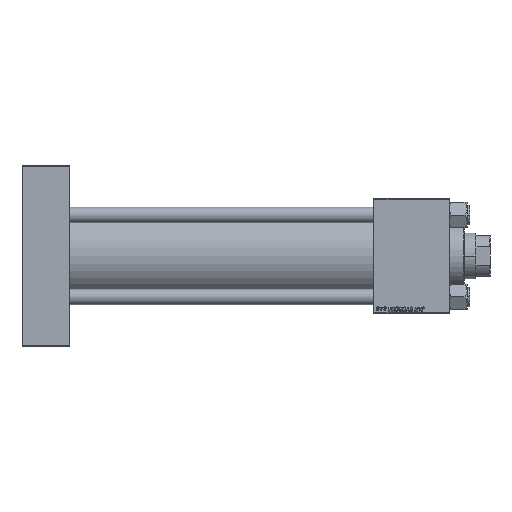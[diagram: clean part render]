
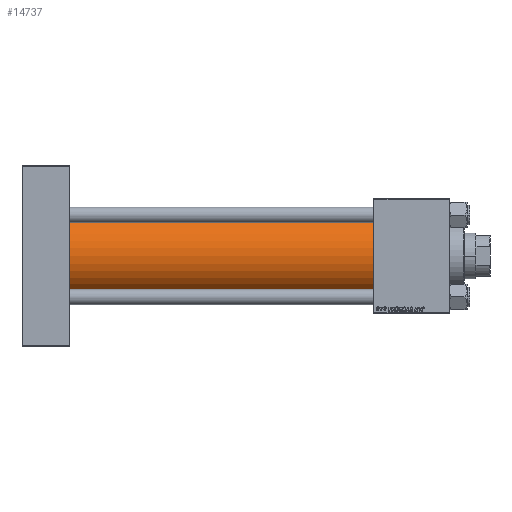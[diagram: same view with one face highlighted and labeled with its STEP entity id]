
A CAD part, front view. The second image highlights one B-rep face of the part: STEP entity #14737.
In plain terms, the highlighted cylindrical face has radius 34.5 mm (diameter 69 mm), a partial arc.
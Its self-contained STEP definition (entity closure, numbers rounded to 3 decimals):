
#326 = ORIENTED_EDGE ( 'NONE', *, *, #31593, .T. ) ;
#792 = VERTEX_POINT ( 'NONE', #39455 ) ;
#1145 = ORIENTED_EDGE ( 'NONE', *, *, #5751, .T. ) ;
#2885 = CYLINDRICAL_SURFACE ( 'NONE', #7156, 34.5 ) ;
#3266 = AXIS2_PLACEMENT_3D ( 'NONE', #43403, #25139, #21091 ) ;
#5751 = EDGE_CURVE ( 'NONE', #20993, #21766, #40160, .T. ) ;
#6681 = DIRECTION ( 'NONE',  ( -1., 0., 0. ) ) ;
#6940 = DIRECTION ( 'NONE',  ( 0., 0., 1. ) ) ;
#7156 = AXIS2_PLACEMENT_3D ( 'NONE', #9993, #6681, #6940 ) ;
#7631 = VECTOR ( 'NONE', #41195, 1000. ) ;
#8956 = CARTESIAN_POINT ( 'NONE',  ( 276., 0., 34.5 ) ) ;
#9909 = VECTOR ( 'NONE', #32262, 1000. ) ;
#9993 = CARTESIAN_POINT ( 'NONE',  ( 276., 0., 0. ) ) ;
#10541 = CIRCLE ( 'NONE', #3266, 34.5 ) ;
#14737 = ADVANCED_FACE ( 'NONE', ( #30242 ), #2885, .T. ) ;
#16384 = ORIENTED_EDGE ( 'NONE', *, *, #36227, .F. ) ;
#16547 = DIRECTION ( 'NONE',  ( 0., 0., 1. ) ) ;
#18324 = AXIS2_PLACEMENT_3D ( 'NONE', #47720, #24156, #16547 ) ;
#19197 = EDGE_LOOP ( 'NONE', ( #16384, #32854, #326, #1145 ) ) ;
#20993 = VERTEX_POINT ( 'NONE', #41659 ) ;
#21091 = DIRECTION ( 'NONE',  ( 0., 0., -1. ) ) ;
#21766 = VERTEX_POINT ( 'NONE', #45529 ) ;
#22314 = EDGE_CURVE ( 'NONE', #792, #37434, #10541, .T. ) ;
#23134 = CARTESIAN_POINT ( 'NONE',  ( 276., 0., -34.5 ) ) ;
#24156 = DIRECTION ( 'NONE',  ( 1., 0., 0. ) ) ;
#25139 = DIRECTION ( 'NONE',  ( 1., 0., 0. ) ) ;
#30242 = FACE_OUTER_BOUND ( 'NONE', #19197, .T. ) ;
#30522 = CARTESIAN_POINT ( 'NONE',  ( 276., 0., -34.5 ) ) ;
#31593 = EDGE_CURVE ( 'NONE', #792, #20993, #47492, .T. ) ;
#32262 = DIRECTION ( 'NONE',  ( -1., 0., 0. ) ) ;
#32854 = ORIENTED_EDGE ( 'NONE', *, *, #22314, .F. ) ;
#36227 = EDGE_CURVE ( 'NONE', #37434, #21766, #38139, .T. ) ;
#37434 = VERTEX_POINT ( 'NONE', #23134 ) ;
#38139 = LINE ( 'NONE', #30522, #7631 ) ;
#39455 = CARTESIAN_POINT ( 'NONE',  ( 276., 0., 34.5 ) ) ;
#40160 = CIRCLE ( 'NONE', #18324, 34.5 ) ;
#41195 = DIRECTION ( 'NONE',  ( -1., 0., 0. ) ) ;
#41659 = CARTESIAN_POINT ( 'NONE',  ( 37., 0., 34.5 ) ) ;
#43403 = CARTESIAN_POINT ( 'NONE',  ( 276., 0., 0. ) ) ;
#45529 = CARTESIAN_POINT ( 'NONE',  ( 37., 0., -34.5 ) ) ;
#47492 = LINE ( 'NONE', #8956, #9909 ) ;
#47720 = CARTESIAN_POINT ( 'NONE',  ( 37., 0., 0. ) ) ;
